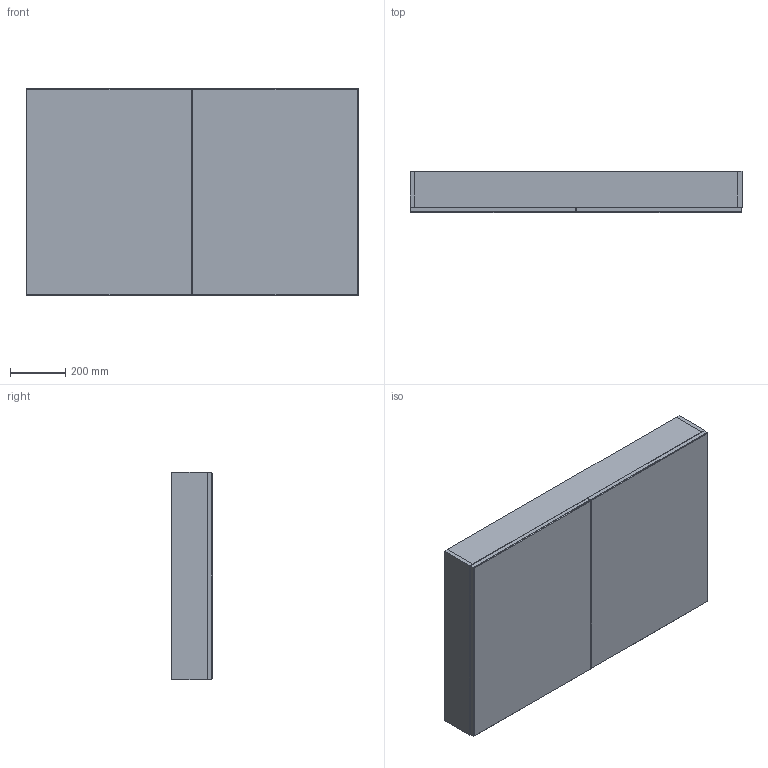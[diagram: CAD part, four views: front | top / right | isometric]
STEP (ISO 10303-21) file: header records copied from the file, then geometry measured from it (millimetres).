
FILE_DESCRIPTION(/* description */ (''),/* implementation_level */ '2;1');
FILE_NAME(/* name */ 'STEP - RCE-CB1901104_2350977',/* time_stamp */ '2026-01-20T09:45:18+11:00',/* author */ (''),/* organization */ (''),/* preprocessor_version */ 'ST-DEVELOPER v16.5',/* originating_system */ 'Rhino 7.38',/* authorisation */ '');
FILE_SCHEMA (('AUTOMOTIVE_DESIGN'));
Length unit declared in the file: millimetre
Products named in the file (1): Document
Bounding box: 1200 x 148 x 750 mm (x, y, z)
Volume: 40783857.9 mm3; surface area: 7255602.3 mm2
Topology: 14 solids, 14 shells, 236 faces, 473 edges, 312 vertices
Faces by surface type: plane 140, cylinder 96
Entity records: 5666 total; most frequent: CARTESIAN_POINT 2072, ORIENTED_EDGE 944, EDGE_CURVE 472, VERTEX_POINT 312, EDGE_LOOP 284, B_SPLINE_CURVE_WITH_KNOTS 280, DIRECTION 243, AXIS2_PLACEMENT_3D 239
